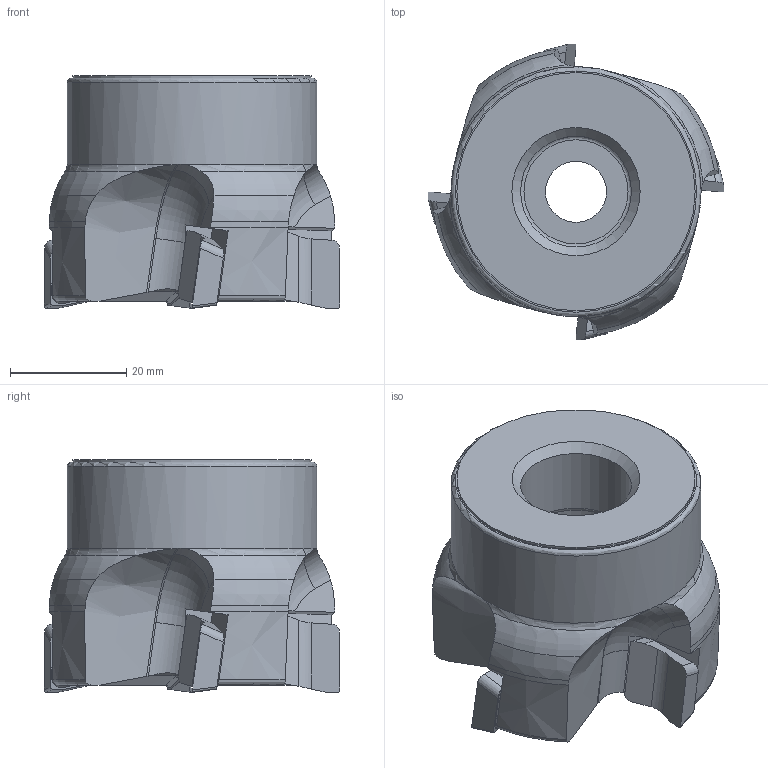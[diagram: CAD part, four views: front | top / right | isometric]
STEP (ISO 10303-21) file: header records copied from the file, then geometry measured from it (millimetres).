
FILE_DESCRIPTION(/* description */ (''),/* implementation_level */ '2;1');
FILE_NAME(/* name */ 'toolassembly_1.stp',/* time_stamp */ '2019-10-02T13:47:02+02:00',/* author */ (''),/* organization */ ('SMS'),/* preprocessor_version */ 'ST-DEVELOPER v16.7',/* originating_system */ 'SIEMENS PLM Software NX 12.0',/* authorisation */ '');
FILE_SCHEMA (('AUTOMOTIVE_DESIGN { 1 0 10303 214 3 1 1 1 }'));
Length unit declared in the file: millimetre
Products named in the file (4): CUT_20191002134125; NOCUT_20191002134105; ASSEMBLY_CONSTRUCTION; TOOLASSEMBLY_1
Assembly tree (6 placements, depth 2):
  TOOLASSEMBLY_1
    ASSEMBLY_CONSTRUCTION
    NOCUT_20191002134105
    CUT_20191002134125  x4
Bounding box: 50.81 x 50.81 x 40.01 mm (x, y, z)
Volume: 42574.4 mm3; surface area: 12201.1 mm2
Topology: 5 solids, 5 shells, 186 faces, 505 edges, 351 vertices
Faces by surface type: plane 89, cylinder 38, cone 27, torus 16, revolution 8, bspline 8
Full cylindrical faces by diameter (mm): 10.5 x1, 14.2 x1, 19.061 x1, 19.5 x1, 41 x1, 43 x1
Entity records: 4514 total; most frequent: CARTESIAN_POINT 1703, ORIENTED_EDGE 574, DIRECTION 504, EDGE_CURVE 287, AXIS2_PLACEMENT_3D 210, VERTEX_POINT 197, EDGE_LOOP 130, ADVANCED_FACE 111
